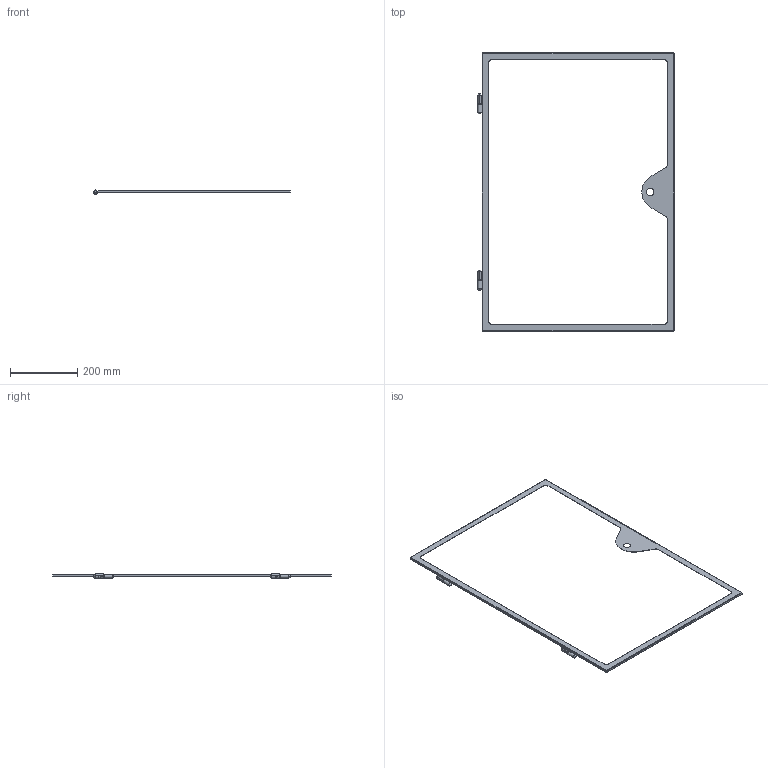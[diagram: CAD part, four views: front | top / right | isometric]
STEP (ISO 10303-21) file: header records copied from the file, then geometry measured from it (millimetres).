
FILE_DESCRIPTION (( 'STEP AP214' ), '1' );
FILE_NAME ('gehtdas.STEP', '2015-07-27T08:14:51', ( '' ), ( '' ), 'SwSTEP 2.0', 'SolidWorks 2014', '' );
FILE_SCHEMA (( 'AUTOMOTIVE_DESIGN' ));
Length unit declared in the file: millimetre
Products named in the file (6): Mossexpress_493499_Scharnier; 10x6.1; 10x60-1; 10x60; M700-01-07-01-028; gehtdas
Assembly tree (6 placements, depth 3):
  gehtdas
    M700-01-07-01-028
    Mossexpress_493499_Scharnier  x2
      10x60
      10x60-1
      10x6.1
Bounding box: 582.5 x 825 x 12.5 mm (x, y, z)
Volume: 86146.7 mm3; surface area: 164505.3 mm2
Topology: 7 solids, 7 shells, 118 faces, 274 edges, 162 vertices
Faces by surface type: plane 59, cylinder 39, bspline 20
Entity records: 3208 total; most frequent: CARTESIAN_POINT 1018, DIRECTION 410, ORIENTED_EDGE 404, EDGE_CURVE 202, AXIS2_PLACEMENT_3D 139, LINE 132, VECTOR 132, VERTEX_POINT 123
